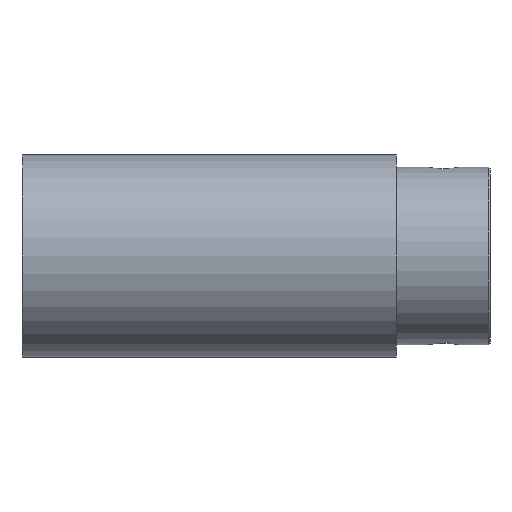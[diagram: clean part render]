
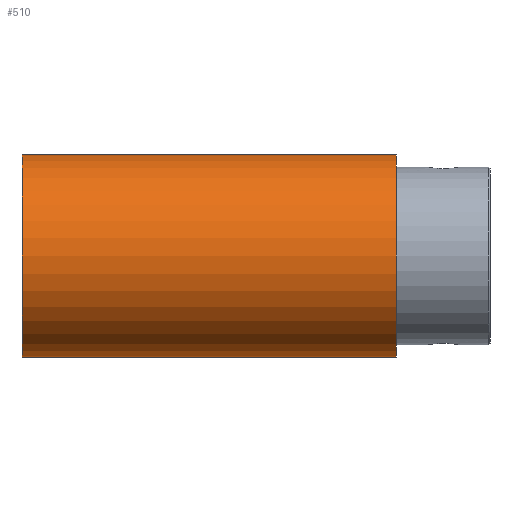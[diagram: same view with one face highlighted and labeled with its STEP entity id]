
A CAD part, left-side view. The second image highlights one B-rep face of the part: STEP entity #510.
In plain terms, the highlighted cylindrical face has radius 32.5 mm (diameter 65 mm), a full revolution.
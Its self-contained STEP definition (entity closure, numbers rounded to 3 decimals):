
#86=CIRCLE('',#591,32.5);
#87=CIRCLE('',#593,32.5);
#121=FACE_OUTER_BOUND('',#164,.T.);
#164=EDGE_LOOP('',(#465,#466,#467,#468));
#177=LINE('',#1249,#190);
#190=VECTOR('',#749,32.5);
#251=VERTEX_POINT('',#1243);
#252=VERTEX_POINT('',#1246);
#322=EDGE_CURVE('',#251,#251,#86,.T.);
#323=EDGE_CURVE('',#252,#252,#87,.T.);
#324=EDGE_CURVE('',#251,#252,#177,.T.);
#465=ORIENTED_EDGE('',*,*,#322,.F.);
#466=ORIENTED_EDGE('',*,*,#324,.T.);
#467=ORIENTED_EDGE('',*,*,#323,.F.);
#468=ORIENTED_EDGE('',*,*,#324,.F.);
#478=CYLINDRICAL_SURFACE('',#594,32.5);
#510=ADVANCED_FACE('',(#121),#478,.T.);
#591=AXIS2_PLACEMENT_3D('',#1244,#741,#742);
#593=AXIS2_PLACEMENT_3D('',#1247,#745,#746);
#594=AXIS2_PLACEMENT_3D('',#1248,#747,#748);
#741=DIRECTION('center_axis',(0.,1.,0.));
#742=DIRECTION('ref_axis',(1.,0.,0.));
#745=DIRECTION('center_axis',(0.,-1.,0.));
#746=DIRECTION('ref_axis',(1.,0.,0.));
#747=DIRECTION('center_axis',(0.,1.,0.));
#748=DIRECTION('ref_axis',(1.,0.,0.));
#749=DIRECTION('',(0.,-1.,0.));
#1243=CARTESIAN_POINT('',(-32.5,60.,0.));
#1244=CARTESIAN_POINT('Origin',(0.,60.,0.));
#1246=CARTESIAN_POINT('',(-32.5,-60.,0.));
#1247=CARTESIAN_POINT('Origin',(0.,-60.,0.));
#1248=CARTESIAN_POINT('Origin',(0.,0.,0.));
#1249=CARTESIAN_POINT('',(-32.5,0.,0.));
